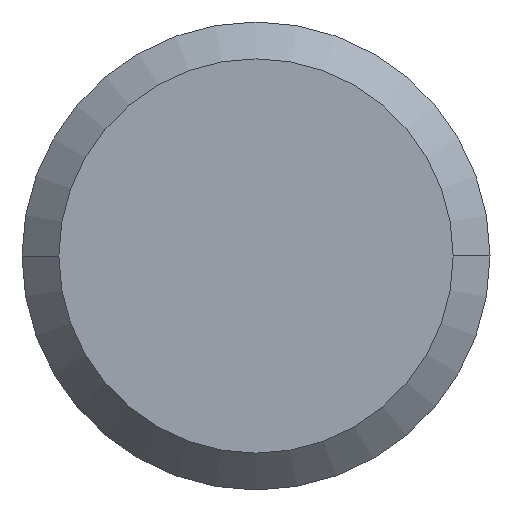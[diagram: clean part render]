
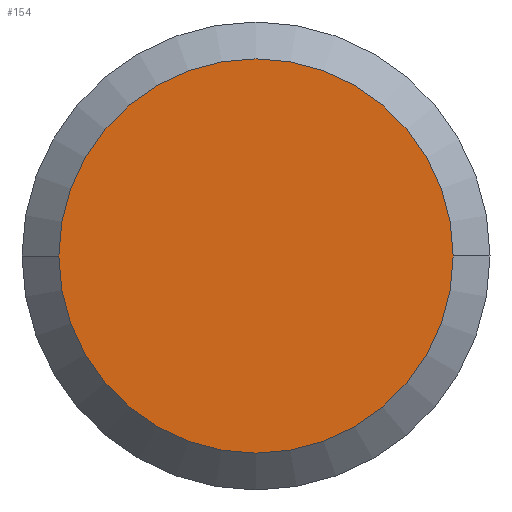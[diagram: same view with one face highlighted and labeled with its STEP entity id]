
A CAD part, left-side view. The second image highlights one B-rep face of the part: STEP entity #154.
In plain terms, the highlighted planar face has unit normal (-1, 0, 0).
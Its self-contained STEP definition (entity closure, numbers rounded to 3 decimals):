
#1 = DIRECTION ( 'NONE',  ( -1., 0., 0. ) ) ;
#21 = VERTEX_POINT ( 'NONE', #474 ) ;
#29 = CIRCLE ( 'NONE', #459, 2.675 ) ;
#34 = AXIS2_PLACEMENT_3D ( 'NONE', #106, #361, #79 ) ;
#54 = VERTEX_POINT ( 'NONE', #366 ) ;
#79 = DIRECTION ( 'NONE',  ( 0., 1., 0. ) ) ;
#88 = EDGE_CURVE ( 'NONE', #21, #54, #29, .T. ) ;
#106 = CARTESIAN_POINT ( 'NONE',  ( -50.8, 0., 0. ) ) ;
#108 = CIRCLE ( 'NONE', #34, 2.675 ) ;
#113 = EDGE_CURVE ( 'NONE', #54, #21, #108, .T. ) ;
#143 = DIRECTION ( 'NONE',  ( 0., 1., 0. ) ) ;
#154 = ADVANCED_FACE ( 'NONE', ( #198 ), #227, .T. ) ;
#198 = FACE_OUTER_BOUND ( 'NONE', #430, .T. ) ;
#206 = AXIS2_PLACEMENT_3D ( 'NONE', #442, #1, #264 ) ;
#227 = PLANE ( 'NONE',  #206 ) ;
#264 = DIRECTION ( 'NONE',  ( 0., -1., 0. ) ) ;
#322 = ORIENTED_EDGE ( 'NONE', *, *, #113, .F. ) ;
#358 = CARTESIAN_POINT ( 'NONE',  ( -50.8, 0., 0. ) ) ;
#361 = DIRECTION ( 'NONE',  ( 1., 0., 0. ) ) ;
#366 = CARTESIAN_POINT ( 'NONE',  ( -50.8, -2.675, 0. ) ) ;
#401 = DIRECTION ( 'NONE',  ( 1., 0., 0. ) ) ;
#430 = EDGE_LOOP ( 'NONE', ( #437, #322 ) ) ;
#437 = ORIENTED_EDGE ( 'NONE', *, *, #88, .F. ) ;
#442 = CARTESIAN_POINT ( 'NONE',  ( -50.8, 0., 0. ) ) ;
#459 = AXIS2_PLACEMENT_3D ( 'NONE', #358, #401, #143 ) ;
#474 = CARTESIAN_POINT ( 'NONE',  ( -50.8, 2.675, 0. ) ) ;
